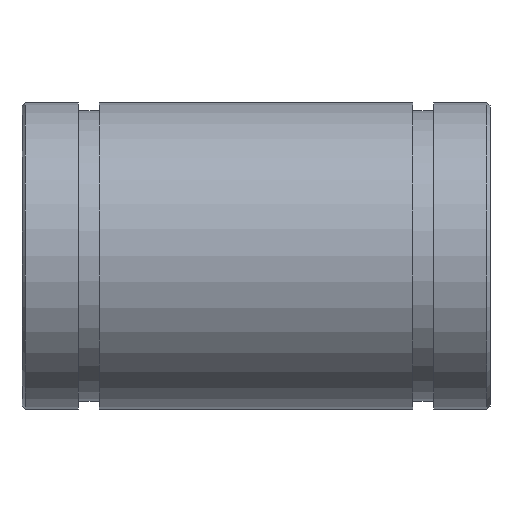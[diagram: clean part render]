
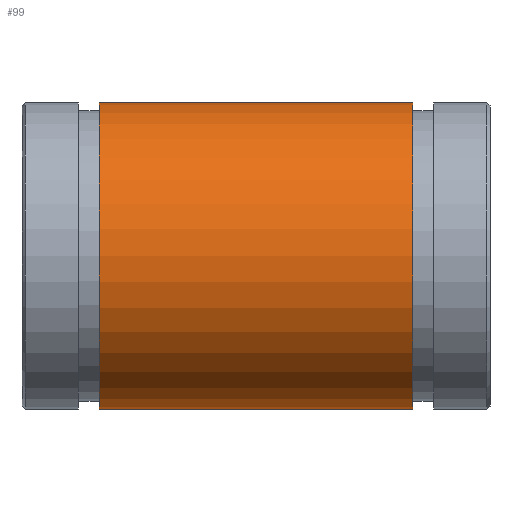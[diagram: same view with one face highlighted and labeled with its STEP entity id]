
A CAD part, top view. The second image highlights one B-rep face of the part: STEP entity #99.
In plain terms, the highlighted cylindrical face has radius 9.5 mm (diameter 19 mm), a partial arc.
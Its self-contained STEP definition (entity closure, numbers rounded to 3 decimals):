
#99 = ADVANCED_FACE( '', ( #192 ), #193, .T. );
#192 = FACE_OUTER_BOUND( '', #278, .T. );
#193 = CYLINDRICAL_SURFACE( '', #279, 9.5 );
#278 = EDGE_LOOP( '', ( #458, #459, #460, #461 ) );
#279 = AXIS2_PLACEMENT_3D( '', #462, #463, #464 );
#458 = ORIENTED_EDGE( '', *, *, #613, .T. );
#459 = ORIENTED_EDGE( '', *, *, #599, .T. );
#460 = ORIENTED_EDGE( '', *, *, #614, .F. );
#461 = ORIENTED_EDGE( '', *, *, #576, .T. );
#462 = CARTESIAN_POINT( '', ( 29., 0., 0. ) );
#463 = DIRECTION( '', ( -1., 0., 0. ) );
#464 = DIRECTION( '', ( 0., 0., -1. ) );
#576 = EDGE_CURVE( '', #694, #692, #695, .F. );
#599 = EDGE_CURVE( '', #731, #729, #732, .T. );
#613 = EDGE_CURVE( '', #692, #731, #747, .T. );
#614 = EDGE_CURVE( '', #694, #729, #748, .T. );
#692 = VERTEX_POINT( '', #844 );
#694 = VERTEX_POINT( '', #847 );
#695 = LINE( '', #848, #849 );
#729 = VERTEX_POINT( '', #907 );
#731 = VERTEX_POINT( '', #910 );
#732 = LINE( '', #911, #912 );
#747 = CIRCLE( '', #933, 9.5 );
#748 = CIRCLE( '', #934, 9.5 );
#844 = CARTESIAN_POINT( '', ( 4.8, 6.294, -7.115 ) );
#847 = CARTESIAN_POINT( '', ( 24.2, 6.294, -7.115 ) );
#848 = CARTESIAN_POINT( '', ( 29., 6.294, -7.115 ) );
#849 = VECTOR( '', #1003, 1000. );
#907 = CARTESIAN_POINT( '', ( 24.2, -6.294, -7.115 ) );
#910 = CARTESIAN_POINT( '', ( 4.8, -6.294, -7.115 ) );
#911 = CARTESIAN_POINT( '', ( 29., -6.294, -7.115 ) );
#912 = VECTOR( '', #1023, 1000. );
#933 = AXIS2_PLACEMENT_3D( '', #1036, #1037, #1038 );
#934 = AXIS2_PLACEMENT_3D( '', #1039, #1040, #1041 );
#1003 = DIRECTION( '', ( 1., 0., 0. ) );
#1023 = DIRECTION( '', ( 1., 0., 0. ) );
#1036 = CARTESIAN_POINT( '', ( 4.8, 0., 0. ) );
#1037 = DIRECTION( '', ( 1., 0., 0. ) );
#1038 = DIRECTION( '', ( 0., 0., -1. ) );
#1039 = CARTESIAN_POINT( '', ( 24.2, 0., 0. ) );
#1040 = DIRECTION( '', ( 1., 0., 0. ) );
#1041 = DIRECTION( '', ( 0., 0., -1. ) );
